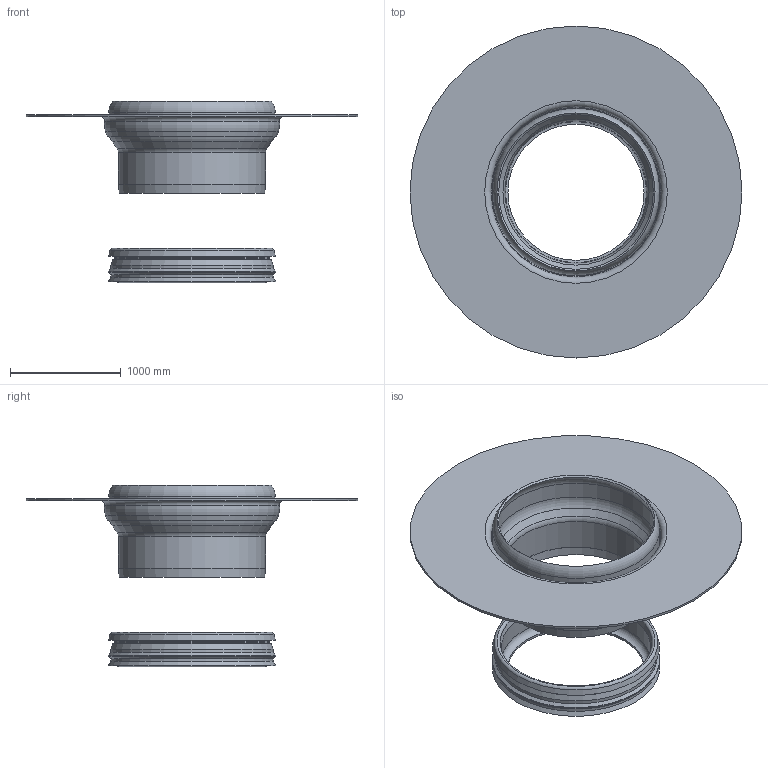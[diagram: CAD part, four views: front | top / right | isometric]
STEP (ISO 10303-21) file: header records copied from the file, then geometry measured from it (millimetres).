
FILE_DESCRIPTION(/* description */ (''),/* implementation_level */ '2;1');
FILE_NAME(/* name */ '20426.100X_3D.stp',/* time_stamp */ '2024-12-12T08:12:31+01:00',/* author */ ('CAD'),/* organization */ (''),/* preprocessor_version */ 'ST-DEVELOPER v20',/* originating_system */ 'AutoCAD Mechanical',/* authorisation */ '');
FILE_SCHEMA (('AUTOMOTIVE_DESIGN { 1 0 10303 214 3 1 1 }'));
Length unit declared in the file: centimetre
Products named in the file (2): Product; *S0
Assembly tree (1 placements, depth 2):
  Product
    *S0
Bounding box: 3000 x 3000 x 1640 mm (x, y, z)
Volume: 275663930.8 mm3; surface area: 24032669.7 mm2
Topology: 3 solids, 3 shells, 52 faces, 123 edges, 80 vertices
Faces by surface type: torus 18, cone 16, cylinder 11, plane 7
Full cylindrical faces by diameter (mm): 1230 x1, 1290 x1, 1330 x1, 1350 x1, 1400 x1, 1466 x1, 1468 x1, 1470 x1, 1508 x1, 1514 x1, 3000 x1
Entity records: 1622 total; most frequent: DIRECTION 327, CARTESIAN_POINT 258, ORIENTED_EDGE 242, AXIS2_PLACEMENT_3D 149, EDGE_CURVE 121, CIRCLE 94, VERTEX_POINT 76, EDGE_LOOP 59
